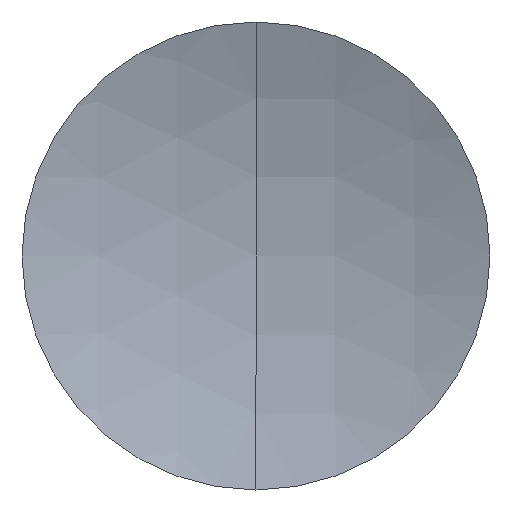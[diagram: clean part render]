
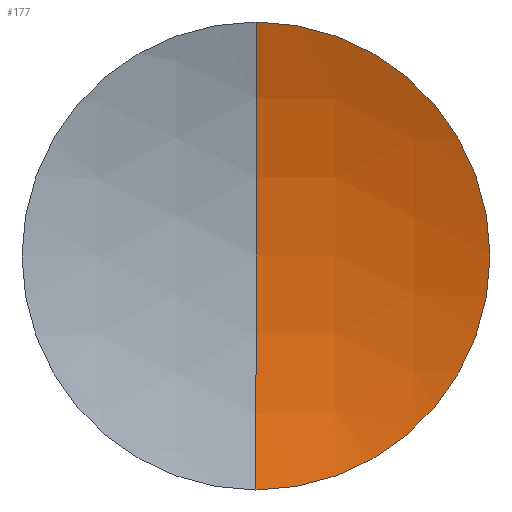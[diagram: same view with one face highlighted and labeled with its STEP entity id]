
A CAD part, left-side view. The second image highlights one B-rep face of the part: STEP entity #177.
In plain terms, the highlighted spherical face has radius 19.3 mm.
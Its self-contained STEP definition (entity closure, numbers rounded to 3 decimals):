
#16 = DIRECTION ( 'NONE',  ( 0., 0., 1. ) ) ;
#22 = CARTESIAN_POINT ( 'NONE',  ( 141.878, 0., 0. ) ) ;
#32 = EDGE_CURVE ( 'NONE', #197, #77, #130, .T. ) ;
#33 = CIRCLE ( 'NONE', #233, 6.35 ) ;
#34 = AXIS2_PLACEMENT_3D ( 'NONE', #128, #141, #80 ) ;
#53 = DIRECTION ( 'NONE',  ( 0., 1., 0. ) ) ;
#69 = ORIENTED_EDGE ( 'NONE', *, *, #32, .T. ) ;
#77 = VERTEX_POINT ( 'NONE', #344 ) ;
#78 = ORIENTED_EDGE ( 'NONE', *, *, #277, .T. ) ;
#80 = DIRECTION ( 'NONE',  ( 0., 0., -1. ) ) ;
#83 = ORIENTED_EDGE ( 'NONE', *, *, #148, .F. ) ;
#128 = CARTESIAN_POINT ( 'NONE',  ( 141.878, 0., 0. ) ) ;
#130 = CIRCLE ( 'NONE', #203, 19.3 ) ;
#136 = CARTESIAN_POINT ( 'NONE',  ( 141.878, 0., 0. ) ) ;
#141 = DIRECTION ( 'NONE',  ( 0., -1., 0. ) ) ;
#148 = EDGE_CURVE ( 'NONE', #197, #330, #292, .T. ) ;
#177 = ADVANCED_FACE ( 'NONE', ( #261 ), #235, .F. ) ;
#190 = DIRECTION ( 'NONE',  ( 0., 0., 1. ) ) ;
#197 = VERTEX_POINT ( 'NONE', #228 ) ;
#203 = AXIS2_PLACEMENT_3D ( 'NONE', #136, #263, #244 ) ;
#220 = EDGE_LOOP ( 'NONE', ( #83, #69, #78 ) ) ;
#228 = CARTESIAN_POINT ( 'NONE',  ( 161.178, 0., 0. ) ) ;
#233 = AXIS2_PLACEMENT_3D ( 'NONE', #301, #321, #16 ) ;
#235 = SPHERICAL_SURFACE ( 'NONE', #254, 19.3 ) ;
#244 = DIRECTION ( 'NONE',  ( 0., 0., 1. ) ) ;
#254 = AXIS2_PLACEMENT_3D ( 'NONE', #22, #53, #190 ) ;
#261 = FACE_OUTER_BOUND ( 'NONE', #220, .T. ) ;
#263 = DIRECTION ( 'NONE',  ( 0., 1., 0. ) ) ;
#277 = EDGE_CURVE ( 'NONE', #77, #330, #33, .T. ) ;
#278 = CARTESIAN_POINT ( 'NONE',  ( 160.104, 0., 6.35 ) ) ;
#292 = CIRCLE ( 'NONE', #34, 19.3 ) ;
#301 = CARTESIAN_POINT ( 'NONE',  ( 160.104, 0., 0. ) ) ;
#321 = DIRECTION ( 'NONE',  ( -1., 0., 0. ) ) ;
#330 = VERTEX_POINT ( 'NONE', #278 ) ;
#344 = CARTESIAN_POINT ( 'NONE',  ( 160.104, 0., -6.35 ) ) ;
